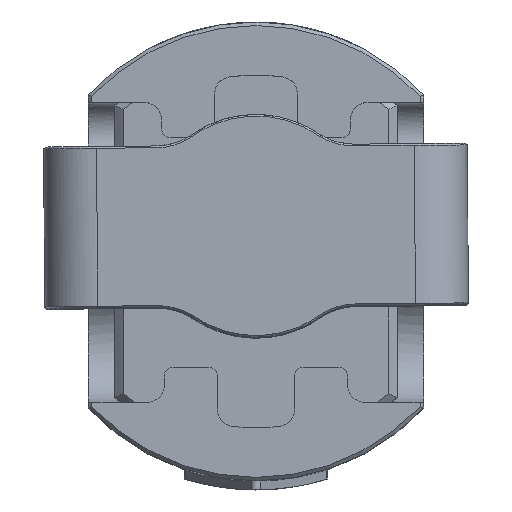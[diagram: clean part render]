
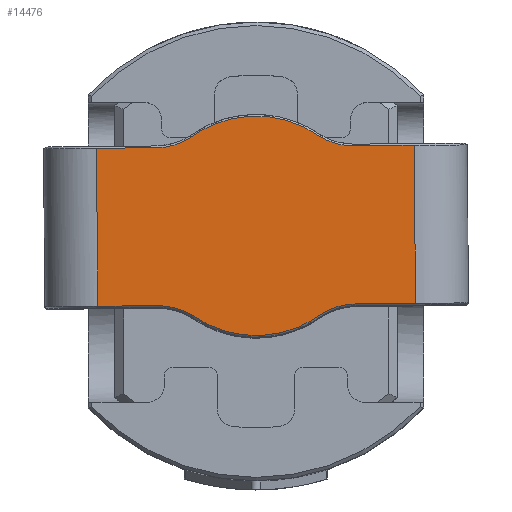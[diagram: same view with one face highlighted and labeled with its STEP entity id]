
A CAD part, top view. The second image highlights one B-rep face of the part: STEP entity #14476.
In plain terms, the highlighted planar face has unit normal (0, 0, 1).
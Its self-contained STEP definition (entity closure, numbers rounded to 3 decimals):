
#241=B_SPLINE_CURVE_WITH_KNOTS('',3,(#20704,#20705,#20706,#20707,#20708),
 .UNSPECIFIED.,.F.,.F.,(4,1,4),(0.,0.5,1.),.UNSPECIFIED.);
#242=B_SPLINE_CURVE_WITH_KNOTS('',3,(#20720,#20721,#20722,#20723,#20724),
 .UNSPECIFIED.,.F.,.F.,(4,1,4),(0.,0.5,1.),.UNSPECIFIED.);
#975=PLANE('',#15407);
#1434=FACE_OUTER_BOUND('',#2335,.T.);
#2335=EDGE_LOOP('',(#9873,#9874,#9875,#9876,#9877,#9878,#9879,#9880,#9881,
#9882,#9883,#9884));
#3289=LINE('',#20712,#4515);
#3290=LINE('',#20714,#4516);
#3291=LINE('',#20716,#4517);
#3292=LINE('',#20728,#4518);
#3293=LINE('',#20730,#4519);
#3294=LINE('',#20732,#4520);
#4515=VECTOR('',#16783,1.);
#4516=VECTOR('',#16784,1.);
#4517=VECTOR('',#16785,1.);
#4518=VECTOR('',#16790,1.);
#4519=VECTOR('',#16791,1.);
#4520=VECTOR('',#16792,1.);
#5745=CIRCLE('',#15408,3.78);
#5746=CIRCLE('',#15409,3.78);
#5747=CIRCLE('',#15410,3.78);
#5748=CIRCLE('',#15411,3.78);
#6207=VERTEX_POINT('',#20702);
#6208=VERTEX_POINT('',#20703);
#6209=VERTEX_POINT('',#20709);
#6210=VERTEX_POINT('',#20711);
#6211=VERTEX_POINT('',#20713);
#6212=VERTEX_POINT('',#20715);
#6213=VERTEX_POINT('',#20717);
#6214=VERTEX_POINT('',#20719);
#6215=VERTEX_POINT('',#20725);
#6216=VERTEX_POINT('',#20727);
#6217=VERTEX_POINT('',#20729);
#6218=VERTEX_POINT('',#20731);
#7613=EDGE_CURVE('',#6207,#6208,#241,.T.);
#7614=EDGE_CURVE('',#6208,#6209,#5745,.T.);
#7615=EDGE_CURVE('',#6209,#6210,#3289,.T.);
#7616=EDGE_CURVE('',#6210,#6211,#3290,.T.);
#7617=EDGE_CURVE('',#6211,#6212,#3291,.T.);
#7618=EDGE_CURVE('',#6212,#6213,#5746,.T.);
#7619=EDGE_CURVE('',#6213,#6214,#242,.T.);
#7620=EDGE_CURVE('',#6214,#6215,#5747,.T.);
#7621=EDGE_CURVE('',#6215,#6216,#3292,.T.);
#7622=EDGE_CURVE('',#6216,#6217,#3293,.T.);
#7623=EDGE_CURVE('',#6217,#6218,#3294,.T.);
#7624=EDGE_CURVE('',#6218,#6207,#5748,.T.);
#9873=ORIENTED_EDGE('',*,*,#7613,.T.);
#9874=ORIENTED_EDGE('',*,*,#7614,.T.);
#9875=ORIENTED_EDGE('',*,*,#7615,.T.);
#9876=ORIENTED_EDGE('',*,*,#7616,.T.);
#9877=ORIENTED_EDGE('',*,*,#7617,.T.);
#9878=ORIENTED_EDGE('',*,*,#7618,.T.);
#9879=ORIENTED_EDGE('',*,*,#7619,.T.);
#9880=ORIENTED_EDGE('',*,*,#7620,.T.);
#9881=ORIENTED_EDGE('',*,*,#7621,.T.);
#9882=ORIENTED_EDGE('',*,*,#7622,.T.);
#9883=ORIENTED_EDGE('',*,*,#7623,.T.);
#9884=ORIENTED_EDGE('',*,*,#7624,.T.);
#14476=ADVANCED_FACE('',(#1434),#975,.T.);
#15407=AXIS2_PLACEMENT_3D('',#20701,#16779,#16780);
#15408=AXIS2_PLACEMENT_3D('',#20710,#16781,#16782);
#15409=AXIS2_PLACEMENT_3D('',#20718,#16786,#16787);
#15410=AXIS2_PLACEMENT_3D('',#20726,#16788,#16789);
#15411=AXIS2_PLACEMENT_3D('',#20733,#16793,#16794);
#16779=DIRECTION('center_axis',(0.,0.,1.));
#16780=DIRECTION('ref_axis',(-1.,-0.009,0.));
#16781=DIRECTION('center_axis',(0.,0.,-1.));
#16782=DIRECTION('ref_axis',(-1.,-0.009,0.));
#16783=DIRECTION('',(1.,0.009,0.));
#16784=DIRECTION('',(-0.009,1.,0.));
#16785=DIRECTION('',(-1.,-0.009,0.));
#16786=DIRECTION('center_axis',(0.,0.,
-1.));
#16787=DIRECTION('ref_axis',(-0.009,1.,0.));
#16788=DIRECTION('center_axis',(0.,0.,
-1.));
#16789=DIRECTION('ref_axis',(-0.009,1.,0.));
#16790=DIRECTION('',(-1.,-0.009,0.));
#16791=DIRECTION('',(0.009,-1.,0.));
#16792=DIRECTION('',(1.,0.009,0.));
#16793=DIRECTION('center_axis',(0.,0.,
-1.));
#16794=DIRECTION('ref_axis',(-0.009,1.,0.));
#20701=CARTESIAN_POINT('Origin',(-9.754,-8.021,48.85));
#20702=CARTESIAN_POINT('',(-3.608,-5.066,48.85));
#20703=CARTESIAN_POINT('',(3.7,-4.999,48.85));
#20704=CARTESIAN_POINT('Ctrl Pts',(-3.608,-5.066,48.85));
#20705=CARTESIAN_POINT('Ctrl Pts',(-2.55,-5.826,48.85));
#20706=CARTESIAN_POINT('Ctrl Pts',(0.061,-6.638,
48.85));
#20707=CARTESIAN_POINT('Ctrl Pts',(2.656,-5.779,48.85));
#20708=CARTESIAN_POINT('Ctrl Pts',(3.7,-4.999,48.85));
#20709=CARTESIAN_POINT('',(5.671,-4.423,48.85));
#20710=CARTESIAN_POINT('Origin',(5.705,-8.203,48.85));
#20711=CARTESIAN_POINT('',(9.04,-4.393,48.85));
#20712=CARTESIAN_POINT('',(-9.785,-4.564,48.85));
#20713=CARTESIAN_POINT('',(8.959,4.557,48.85));
#20714=CARTESIAN_POINT('',(9.072,-7.849,48.85));
#20715=CARTESIAN_POINT('',(5.589,4.526,48.85));
#20716=CARTESIAN_POINT('',(-9.867,4.385,48.85));
#20717=CARTESIAN_POINT('',(3.608,5.066,48.85));
#20718=CARTESIAN_POINT('Origin',(5.555,8.306,48.85));
#20719=CARTESIAN_POINT('',(-3.7,4.999,48.85));
#20720=CARTESIAN_POINT('Ctrl Pts',(3.608,5.066,48.85));
#20721=CARTESIAN_POINT('Ctrl Pts',(2.55,5.826,48.85));
#20722=CARTESIAN_POINT('Ctrl Pts',(-0.061,6.638,
48.85));
#20723=CARTESIAN_POINT('Ctrl Pts',(-2.656,5.779,48.85));
#20724=CARTESIAN_POINT('Ctrl Pts',(-3.7,4.999,48.85));
#20725=CARTESIAN_POINT('',(-5.671,4.423,48.85));
#20726=CARTESIAN_POINT('Origin',(-5.705,8.203,48.85));
#20727=CARTESIAN_POINT('',(-9.04,4.393,48.85));
#20728=CARTESIAN_POINT('',(-9.867,4.385,48.85));
#20729=CARTESIAN_POINT('',(-8.959,-4.557,48.85));
#20730=CARTESIAN_POINT('',(-8.927,-8.013,48.85));
#20731=CARTESIAN_POINT('',(-5.589,-4.526,48.85));
#20732=CARTESIAN_POINT('',(-9.785,-4.564,48.85));
#20733=CARTESIAN_POINT('Origin',(-5.555,-8.306,48.85));
